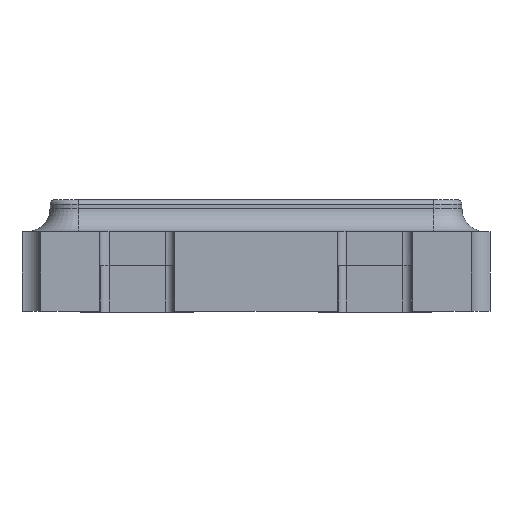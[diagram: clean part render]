
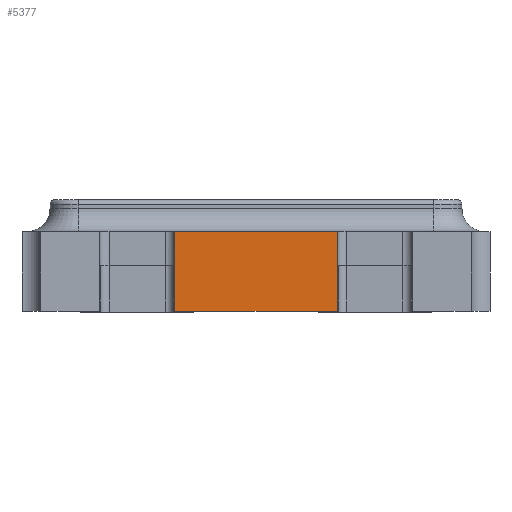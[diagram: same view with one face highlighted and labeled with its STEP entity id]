
A CAD part, front view. The second image highlights one B-rep face of the part: STEP entity #5377.
In plain terms, the highlighted planar face has unit normal (0, -1, 0).
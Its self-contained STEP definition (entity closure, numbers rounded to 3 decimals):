
#877 = VECTOR ( 'NONE', #11684, 1000. ) ;
#1067 = CARTESIAN_POINT ( 'NONE',  ( 0.87, -1.6, 0.01 ) ) ;
#1292 = CARTESIAN_POINT ( 'NONE',  ( -0.87, -1.6, 0.01 ) ) ;
#1370 = PLANE ( 'NONE',  #5105 ) ;
#1546 = DIRECTION ( 'NONE',  ( 0., 1., 0. ) ) ;
#1937 = ORIENTED_EDGE ( 'NONE', *, *, #13261, .T. ) ;
#3167 = CARTESIAN_POINT ( 'NONE',  ( 0.87, -1.6, 1.2 ) ) ;
#3248 = VECTOR ( 'NONE', #6425, 1000. ) ;
#3755 = ORIENTED_EDGE ( 'NONE', *, *, #9772, .F. ) ;
#3871 = CARTESIAN_POINT ( 'NONE',  ( -2.5, -1.6, 0.01 ) ) ;
#3879 = FACE_OUTER_BOUND ( 'NONE', #16565, .T. ) ;
#4443 = DIRECTION ( 'NONE',  ( -1., 0., 0. ) ) ;
#4679 = LINE ( 'NONE', #3167, #16296 ) ;
#5105 = AXIS2_PLACEMENT_3D ( 'NONE', #10178, #1546, #4443 ) ;
#5136 = DIRECTION ( 'NONE',  ( 0., 0., 1. ) ) ;
#5377 = ADVANCED_FACE ( 'NONE', ( #3879 ), #1370, .F. ) ;
#5949 = VERTEX_POINT ( 'NONE', #1067 ) ;
#6309 = EDGE_CURVE ( 'NONE', #8669, #5949, #4679, .T. ) ;
#6425 = DIRECTION ( 'NONE',  ( 1., 0., 0. ) ) ;
#8669 = VERTEX_POINT ( 'NONE', #8864 ) ;
#8864 = CARTESIAN_POINT ( 'NONE',  ( 0.87, -1.6, 0.86 ) ) ;
#8945 = ORIENTED_EDGE ( 'NONE', *, *, #6309, .F. ) ;
#9772 = EDGE_CURVE ( 'NONE', #15607, #11970, #13379, .T. ) ;
#9789 = LINE ( 'NONE', #16798, #877 ) ;
#10178 = CARTESIAN_POINT ( 'NONE',  ( -2.5, -1.6, 0.86 ) ) ;
#10226 = DIRECTION ( 'NONE',  ( 0., 0., -1. ) ) ;
#11235 = CARTESIAN_POINT ( 'NONE',  ( -0.87, -1.6, 0.86 ) ) ;
#11684 = DIRECTION ( 'NONE',  ( 1., 0., 0. ) ) ;
#11970 = VERTEX_POINT ( 'NONE', #11235 ) ;
#12204 = ORIENTED_EDGE ( 'NONE', *, *, #17183, .F. ) ;
#13261 = EDGE_CURVE ( 'NONE', #15607, #5949, #17678, .T. ) ;
#13379 = LINE ( 'NONE', #13566, #15846 ) ;
#13566 = CARTESIAN_POINT ( 'NONE',  ( -0.87, -1.6, 1.2 ) ) ;
#15607 = VERTEX_POINT ( 'NONE', #1292 ) ;
#15846 = VECTOR ( 'NONE', #5136, 1000. ) ;
#16296 = VECTOR ( 'NONE', #10226, 1000. ) ;
#16565 = EDGE_LOOP ( 'NONE', ( #8945, #12204, #3755, #1937 ) ) ;
#16798 = CARTESIAN_POINT ( 'NONE',  ( -2.5, -1.6, 0.86 ) ) ;
#17183 = EDGE_CURVE ( 'NONE', #11970, #8669, #9789, .T. ) ;
#17678 = LINE ( 'NONE', #3871, #3248 ) ;
